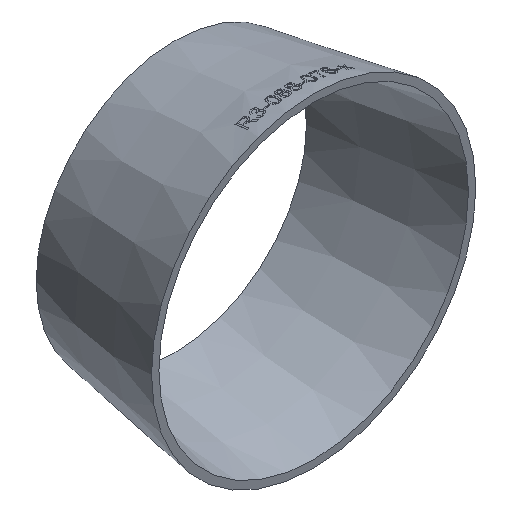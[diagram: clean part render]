
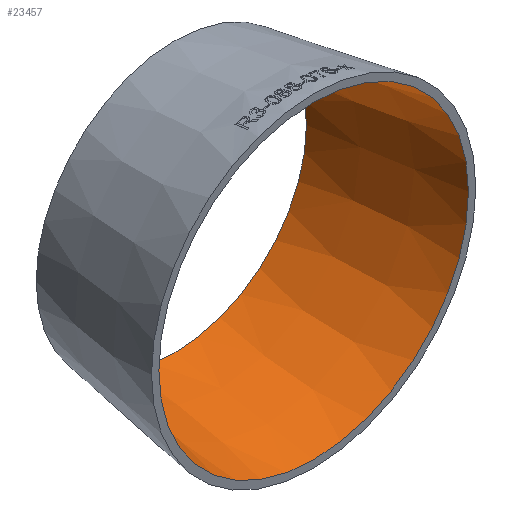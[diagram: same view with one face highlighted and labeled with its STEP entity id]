
A CAD part, isometric view. The second image highlights one B-rep face of the part: STEP entity #23457.
In plain terms, the highlighted conical face has half-angle 9.56 degrees and reference radius 42.422 mm.
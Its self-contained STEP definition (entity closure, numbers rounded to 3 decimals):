
#2500 = AXIS2_PLACEMENT_3D ( 'NONE', #2553, #23216, #10108 ) ;
#2553 = CARTESIAN_POINT ( 'NONE',  ( 0., 0., 0. ) ) ;
#3056 = CIRCLE ( 'NONE', #11370, 36.022 ) ;
#5077 = CIRCLE ( 'NONE', #7837, 42.422 ) ;
#5145 = EDGE_CURVE ( 'NONE', #18808, #18808, #3056, .T. ) ;
#6922 = EDGE_CURVE ( 'NONE', #22527, #22527, #5077, .T. ) ;
#7318 = CARTESIAN_POINT ( 'NONE',  ( 0., 0., -42.422 ) ) ;
#7691 = CARTESIAN_POINT ( 'NONE',  ( 0., 38., -36.022 ) ) ;
#7837 = AXIS2_PLACEMENT_3D ( 'NONE', #13895, #14025, #22941 ) ;
#10108 = DIRECTION ( 'NONE',  ( 0., 0., -1. ) ) ;
#11085 = EDGE_LOOP ( 'NONE', ( #14837 ) ) ;
#11370 = AXIS2_PLACEMENT_3D ( 'NONE', #19831, #18337, #12406 ) ;
#11966 = FACE_OUTER_BOUND ( 'NONE', #22481, .T. ) ;
#12406 = DIRECTION ( 'NONE',  ( 0., 0., -1. ) ) ;
#13895 = CARTESIAN_POINT ( 'NONE',  ( 0., 0., 0. ) ) ;
#14025 = DIRECTION ( 'NONE',  ( 0., -1., 0. ) ) ;
#14716 = ORIENTED_EDGE ( 'NONE', *, *, #6922, .T. ) ;
#14837 = ORIENTED_EDGE ( 'NONE', *, *, #5145, .F. ) ;
#17522 = FACE_BOUND ( 'NONE', #11085, .T. ) ;
#18337 = DIRECTION ( 'NONE',  ( 0., -1., 0. ) ) ;
#18808 = VERTEX_POINT ( 'NONE', #7691 ) ;
#19831 = CARTESIAN_POINT ( 'NONE',  ( 0., 38., 0. ) ) ;
#20290 = CONICAL_SURFACE ( 'NONE', #2500, 42.422, 0.167 ) ;
#22481 = EDGE_LOOP ( 'NONE', ( #14716 ) ) ;
#22527 = VERTEX_POINT ( 'NONE', #7318 ) ;
#22941 = DIRECTION ( 'NONE',  ( 0., 0., -1. ) ) ;
#23216 = DIRECTION ( 'NONE',  ( 0., -1., 0. ) ) ;
#23457 = ADVANCED_FACE ( 'NONE', ( #17522, #11966 ), #20290, .F. ) ;
